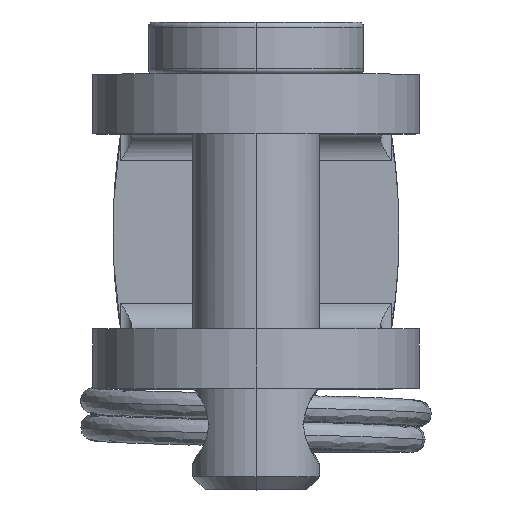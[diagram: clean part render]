
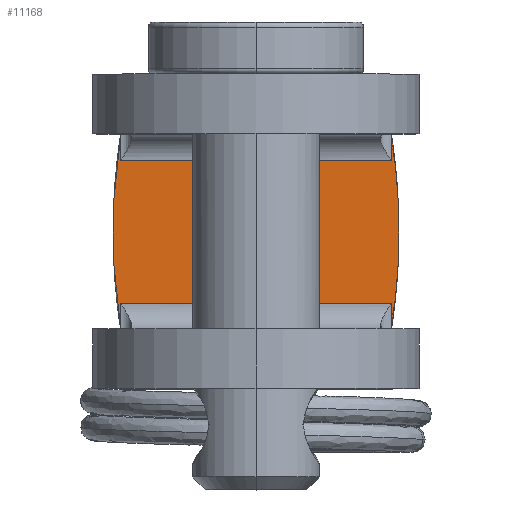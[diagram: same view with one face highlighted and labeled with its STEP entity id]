
A CAD part, top view. The second image highlights one B-rep face of the part: STEP entity #11168.
In plain terms, the highlighted planar face has unit normal (0, 0, 1).
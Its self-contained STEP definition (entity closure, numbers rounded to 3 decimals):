
#331 = CARTESIAN_POINT ( 'NONE',  ( 5.199, -2.75, 0. ) ) ;
#348 = EDGE_LOOP ( 'NONE', ( #3320, #512, #8979, #3071, #4466, #8702, #6220, #8102, #2152 ) ) ;
#389 = DIRECTION ( 'NONE',  ( -1., 0., 0. ) ) ;
#404 = CIRCLE ( 'NONE', #4932, 24.777 ) ;
#416 = CARTESIAN_POINT ( 'NONE',  ( -5.199, -2.75, 0. ) ) ;
#433 = CIRCLE ( 'NONE', #18751, 24.777 ) ;
#512 = ORIENTED_EDGE ( 'NONE', *, *, #17531, .T. ) ;
#1094 = CARTESIAN_POINT ( 'NONE',  ( -19.277, 0., 0. ) ) ;
#1176 = CARTESIAN_POINT ( 'NONE',  ( -19.277, 0., 0. ) ) ;
#1239 = EDGE_CURVE ( 'NONE', #18842, #9280, #16588, .T. ) ;
#1251 = VERTEX_POINT ( 'NONE', #10989 ) ;
#1289 = CARTESIAN_POINT ( 'NONE',  ( -19.277, 0., 0. ) ) ;
#1423 = DIRECTION ( 'NONE',  ( -1., 0., 0. ) ) ;
#1570 = DIRECTION ( 'NONE',  ( 0., -1., 0. ) ) ;
#1785 = VERTEX_POINT ( 'NONE', #331 ) ;
#2152 = ORIENTED_EDGE ( 'NONE', *, *, #19205, .T. ) ;
#2444 = EDGE_CURVE ( 'NONE', #9280, #6385, #17046, .T. ) ;
#3071 = ORIENTED_EDGE ( 'NONE', *, *, #9450, .F. ) ;
#3320 = ORIENTED_EDGE ( 'NONE', *, *, #7912, .T. ) ;
#3513 = CARTESIAN_POINT ( 'NONE',  ( -5.199, -3.851, 0. ) ) ;
#3679 = DIRECTION ( 'NONE',  ( 1., 0., 0. ) ) ;
#3861 = DIRECTION ( 'NONE',  ( 1., 0., 0. ) ) ;
#4014 = CARTESIAN_POINT ( 'NONE',  ( -5.199, 2.75, 0. ) ) ;
#4133 = DIRECTION ( 'NONE',  ( -1., 0., 0. ) ) ;
#4466 = ORIENTED_EDGE ( 'NONE', *, *, #7798, .T. ) ;
#4609 = DIRECTION ( 'NONE',  ( 0., 0., -1. ) ) ;
#4875 = CIRCLE ( 'NONE', #7222, 24.777 ) ;
#4932 = AXIS2_PLACEMENT_3D ( 'NONE', #5195, #5389, #3861 ) ;
#5195 = CARTESIAN_POINT ( 'NONE',  ( 19.277, 0., 0. ) ) ;
#5375 = VECTOR ( 'NONE', #10377, 1000. ) ;
#5389 = DIRECTION ( 'NONE',  ( 0., 0., -1. ) ) ;
#6093 = VECTOR ( 'NONE', #15862, 1000. ) ;
#6111 = AXIS2_PLACEMENT_3D ( 'NONE', #1176, #4609, #8974 ) ;
#6220 = ORIENTED_EDGE ( 'NONE', *, *, #2444, .T. ) ;
#6385 = VERTEX_POINT ( 'NONE', #6795 ) ;
#6512 = FACE_OUTER_BOUND ( 'NONE', #348, .T. ) ;
#6651 = CARTESIAN_POINT ( 'NONE',  ( -5.199, 0., 0. ) ) ;
#6795 = CARTESIAN_POINT ( 'NONE',  ( -5.199, 3.851, 0. ) ) ;
#7222 = AXIS2_PLACEMENT_3D ( 'NONE', #1289, #14816, #1423 ) ;
#7798 = EDGE_CURVE ( 'NONE', #12279, #18842, #9634, .T. ) ;
#7912 = EDGE_CURVE ( 'NONE', #15767, #1785, #17269, .T. ) ;
#7938 = CARTESIAN_POINT ( 'NONE',  ( -5.199, 6.05, 0. ) ) ;
#8102 = ORIENTED_EDGE ( 'NONE', *, *, #18334, .F. ) ;
#8455 = VECTOR ( 'NONE', #1570, 1000. ) ;
#8702 = ORIENTED_EDGE ( 'NONE', *, *, #1239, .T. ) ;
#8974 = DIRECTION ( 'NONE',  ( -1., 0., 0. ) ) ;
#8979 = ORIENTED_EDGE ( 'NONE', *, *, #14549, .F. ) ;
#9280 = VERTEX_POINT ( 'NONE', #4014 ) ;
#9450 = EDGE_CURVE ( 'NONE', #12279, #16125, #4875, .T. ) ;
#9634 = LINE ( 'NONE', #16428, #5375 ) ;
#10377 = DIRECTION ( 'NONE',  ( 0., -1., 0. ) ) ;
#10939 = DIRECTION ( 'NONE',  ( 0., 1., 0. ) ) ;
#10989 = CARTESIAN_POINT ( 'NONE',  ( 5.199, -3.851, 0. ) ) ;
#11168 = ADVANCED_FACE ( 'NONE', ( #6512 ), #16297, .F. ) ;
#11329 = VECTOR ( 'NONE', #10939, 1000. ) ;
#12279 = VERTEX_POINT ( 'NONE', #18864 ) ;
#12539 = VECTOR ( 'NONE', #389, 1000. ) ;
#12584 = CARTESIAN_POINT ( 'NONE',  ( -19.277, 2.75, 0. ) ) ;
#13259 = VERTEX_POINT ( 'NONE', #3513 ) ;
#13838 = CARTESIAN_POINT ( 'NONE',  ( 5.199, 0., 0. ) ) ;
#14549 = EDGE_CURVE ( 'NONE', #16125, #1251, #433, .T. ) ;
#14816 = DIRECTION ( 'NONE',  ( 0., 0., -1. ) ) ;
#14818 = DIRECTION ( 'NONE',  ( 0., 0., -1. ) ) ;
#14885 = LINE ( 'NONE', #13838, #8455 ) ;
#14974 = CARTESIAN_POINT ( 'NONE',  ( 5.5, 0., 0. ) ) ;
#15089 = LINE ( 'NONE', #6651, #6093 ) ;
#15767 = VERTEX_POINT ( 'NONE', #416 ) ;
#15814 = VECTOR ( 'NONE', #3679, 1000. ) ;
#15862 = DIRECTION ( 'NONE',  ( 0., 1., 0. ) ) ;
#16125 = VERTEX_POINT ( 'NONE', #14974 ) ;
#16297 = PLANE ( 'NONE',  #6111 ) ;
#16428 = CARTESIAN_POINT ( 'NONE',  ( 5.199, 3.75, 0. ) ) ;
#16588 = LINE ( 'NONE', #12584, #12539 ) ;
#17046 = LINE ( 'NONE', #7938, #11329 ) ;
#17269 = LINE ( 'NONE', #17369, #15814 ) ;
#17369 = CARTESIAN_POINT ( 'NONE',  ( -19.277, -2.75, 0. ) ) ;
#17531 = EDGE_CURVE ( 'NONE', #1785, #1251, #14885, .T. ) ;
#17593 = CARTESIAN_POINT ( 'NONE',  ( 5.199, 2.75, 0. ) ) ;
#18334 = EDGE_CURVE ( 'NONE', #13259, #6385, #404, .T. ) ;
#18751 = AXIS2_PLACEMENT_3D ( 'NONE', #1094, #14818, #4133 ) ;
#18842 = VERTEX_POINT ( 'NONE', #17593 ) ;
#18864 = CARTESIAN_POINT ( 'NONE',  ( 5.199, 3.851, 0. ) ) ;
#19205 = EDGE_CURVE ( 'NONE', #13259, #15767, #15089, .T. ) ;
